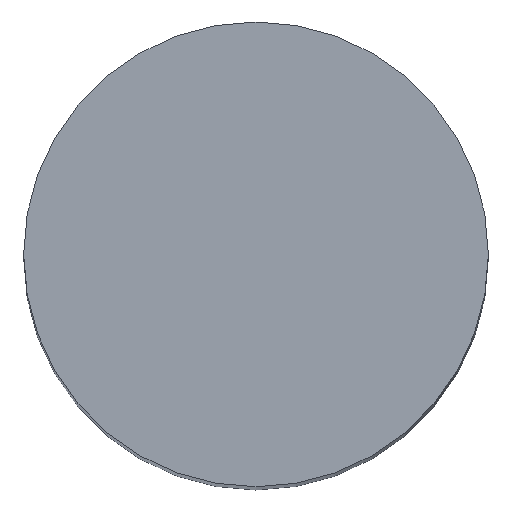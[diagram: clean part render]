
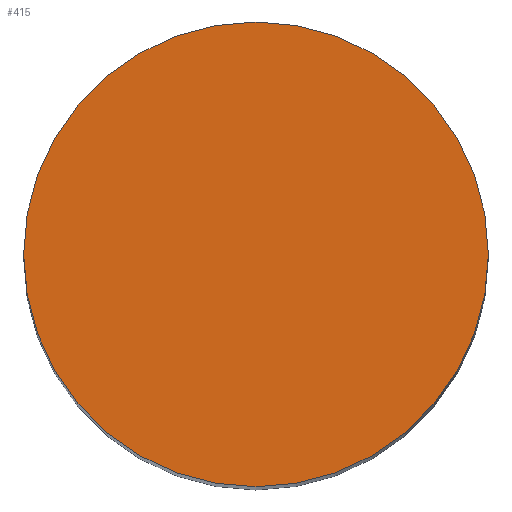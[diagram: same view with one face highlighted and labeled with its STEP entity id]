
A CAD part, top view. The second image highlights one B-rep face of the part: STEP entity #415.
In plain terms, the highlighted planar face has unit normal (0, 0, 1).
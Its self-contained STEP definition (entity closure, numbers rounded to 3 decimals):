
#91=FACE_OUTER_BOUND('',#117,.T.);
#117=EDGE_LOOP('',(#274));
#143=CIRCLE('',#467,17.5);
#168=VERTEX_POINT('',#642);
#210=EDGE_CURVE('',#168,#168,#143,.T.);
#274=ORIENTED_EDGE('',*,*,#210,.T.);
#402=PLANE('',#466);
#415=ADVANCED_FACE('',(#91),#402,.T.);
#466=AXIS2_PLACEMENT_3D('',#641,#520,#521);
#467=AXIS2_PLACEMENT_3D('',#643,#522,#523);
#520=DIRECTION('center_axis',(0.,0.,
1.));
#521=DIRECTION('ref_axis',(1.,0.,0.));
#522=DIRECTION('center_axis',(0.,0.,
1.));
#523=DIRECTION('ref_axis',(0.,1.,0.));
#641=CARTESIAN_POINT('Origin',(0.,0.,
-70.));
#642=CARTESIAN_POINT('',(0.,-17.5,-70.));
#643=CARTESIAN_POINT('Origin',(0.,0.,
-70.));
